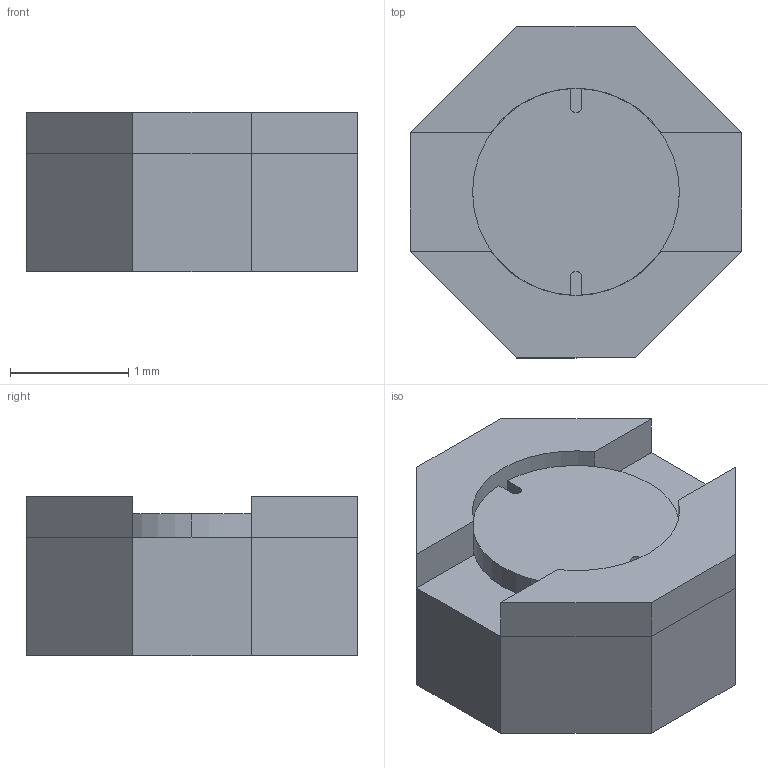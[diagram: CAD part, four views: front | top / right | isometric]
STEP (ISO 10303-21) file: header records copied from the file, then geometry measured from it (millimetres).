
FILE_DESCRIPTION (( 'STEP AP214' ), '1' );
FILE_NAME ('744029001.STEP', '2022-09-06T11:42:33', ( '' ), ( '' ), 'SwSTEP 2.0', 'SolidWorks 2018', '' );
FILE_SCHEMA (( 'AUTOMOTIVE_DESIGN' ));
Length unit declared in the file: millimetre
Products named in the file (1): 744029001
Bounding box: 2.8 x 2.8 x 1.35 mm (x, y, z)
Volume: 7.6 mm3; surface area: 38.5 mm2
Topology: 4 solids, 4 shells, 43 faces, 99 edges, 66 vertices
Faces by surface type: plane 32, cylinder 11
Entity records: 1694 total; most frequent: DIRECTION 209, CARTESIAN_POINT 209, ORIENTED_EDGE 198, EDGE_CURVE 99, LINE 77, VECTOR 77, AXIS2_PLACEMENT_3D 66, VERTEX_POINT 66
